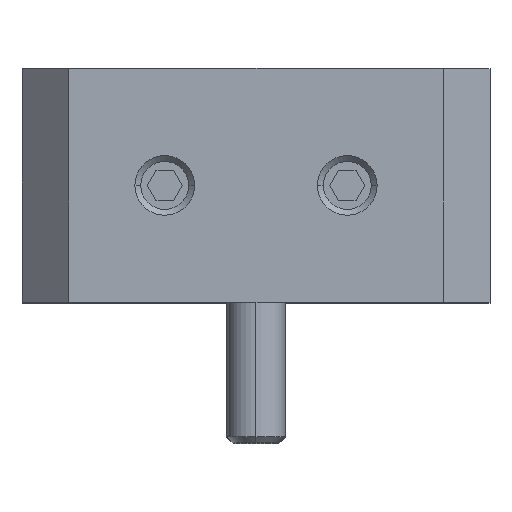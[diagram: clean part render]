
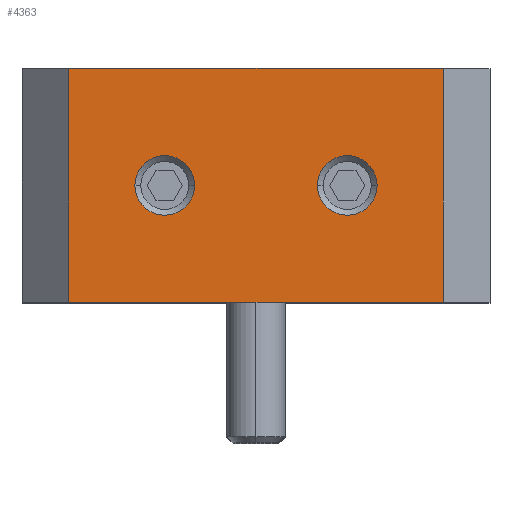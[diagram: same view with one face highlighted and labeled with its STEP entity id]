
A CAD part, top view. The second image highlights one B-rep face of the part: STEP entity #4363.
In plain terms, the highlighted planar face has unit normal (0, 0, 1).
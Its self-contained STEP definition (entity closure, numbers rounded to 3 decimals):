
#1 = DIRECTION ( 'NONE',  ( 1., 0., 0. ) ) ;
#29 = EDGE_CURVE ( 'Defeature ausgef�hrt1_29+Defeature ausgef�hrt1_14+Defeature ausgef�hrt1_14+Defeature ausgef�hrt1_14', #4076, #2651, #5753, .T. ) ;
#44 = EDGE_CURVE ( 'Defeature ausgef�hrt1_14+Defeature ausgef�hrt1_34+Defeature ausgef�hrt1_12+Defeature ausgef�hrt1_11', #3760, #2131, #4573, .T. ) ;
#187 = EDGE_CURVE ( 'Defeature ausgef�hrt1_11+Defeature ausgef�hrt1_14+Defeature ausgef�hrt1_35+Defeature ausgef�hrt1_34', #880, #2131, #4848, .T. ) ;
#190 = CARTESIAN_POINT ( 'NONE',  ( 8., 0., 10. ) ) ;
#231 = EDGE_CURVE ( 'Defeature ausgef�hrt1_26+Defeature ausgef�hrt1_14+Defeature ausgef�hrt1_14+Defeature ausgef�hrt1_14', #1344, #2499, #1333, .T. ) ;
#618 = CIRCLE ( 'NONE', #2144, 1.275 ) ;
#625 = AXIS2_PLACEMENT_3D ( 'NONE', #4578, #888, #5516 ) ;
#726 = DIRECTION ( 'NONE',  ( 0., 0., 1. ) ) ;
#741 = EDGE_CURVE ( 'Defeature ausgef�hrt1_14+Defeature ausgef�hrt1_12+Defeature ausgef�hrt1_35+Defeature ausgef�hrt1_34', #5060, #3760, #2437, .T. ) ;
#840 = CARTESIAN_POINT ( 'NONE',  ( 3.9, 5., 10. ) ) ;
#880 = VERTEX_POINT ( 'NONE', #1797 ) ;
#888 = DIRECTION ( 'NONE',  ( 0., 0., -1. ) ) ;
#1307 = DIRECTION ( 'NONE',  ( 1., 0., 0. ) ) ;
#1333 = CIRCLE ( 'NONE', #1999, 1.275 ) ;
#1344 = VERTEX_POINT ( 'NONE', #5097 ) ;
#1403 = VECTOR ( 'NONE', #3922, 1000. ) ;
#1442 = EDGE_CURVE ( 'Defeature ausgef�hrt1_29+Defeature ausgef�hrt1_14+Defeature ausgef�hrt1_14+Defeature ausgef�hrt1_14', #2651, #4076, #618, .T. ) ;
#1541 = CARTESIAN_POINT ( 'NONE',  ( -5.175, 5., 10. ) ) ;
#1665 = CARTESIAN_POINT ( 'NONE',  ( -8., 0., 10. ) ) ;
#1700 = CARTESIAN_POINT ( 'NONE',  ( 2.625, 5., 10. ) ) ;
#1729 = FACE_BOUND ( 'NONE', #5429, .T. ) ;
#1732 = CARTESIAN_POINT ( 'NONE',  ( 8., 10., 10. ) ) ;
#1742 = ORIENTED_EDGE ( 'NONE', *, *, #4023, .F. ) ;
#1797 = CARTESIAN_POINT ( 'NONE',  ( -8., 10., 10. ) ) ;
#1802 = CARTESIAN_POINT ( 'NONE',  ( -2.625, 5., 10. ) ) ;
#1845 = ORIENTED_EDGE ( 'NONE', *, *, #1442, .F. ) ;
#1999 = AXIS2_PLACEMENT_3D ( 'NONE', #4142, #2275, #4062 ) ;
#2131 = VERTEX_POINT ( 'NONE', #1732 ) ;
#2144 = AXIS2_PLACEMENT_3D ( 'NONE', #2299, #2758, #1 ) ;
#2275 = DIRECTION ( 'NONE',  ( 0., 0., 1. ) ) ;
#2299 = CARTESIAN_POINT ( 'NONE',  ( -3.9, 5., 10. ) ) ;
#2437 = LINE ( 'NONE', #4969, #4580 ) ;
#2499 = VERTEX_POINT ( 'NONE', #1700 ) ;
#2531 = DIRECTION ( 'NONE',  ( 1., 0., 0. ) ) ;
#2589 = LINE ( 'NONE', #4162, #3811 ) ;
#2651 = VERTEX_POINT ( 'NONE', #1541 ) ;
#2669 = FACE_OUTER_BOUND ( 'NONE', #4133, .T. ) ;
#2758 = DIRECTION ( 'NONE',  ( 0., 0., 1. ) ) ;
#2852 = DIRECTION ( 'NONE',  ( 0., -1., 0. ) ) ;
#2892 = EDGE_CURVE ( 'Defeature ausgef�hrt1_14+Defeature ausgef�hrt1_35+Defeature ausgef�hrt1_11+Defeature ausgef�hrt1_12', #880, #5060, #2589, .T. ) ;
#3342 = AXIS2_PLACEMENT_3D ( 'NONE', #5244, #726, #2531 ) ;
#3494 = ORIENTED_EDGE ( 'NONE', *, *, #2892, .T. ) ;
#3756 = ORIENTED_EDGE ( 'NONE', *, *, #29, .F. ) ;
#3760 = VERTEX_POINT ( 'NONE', #190 ) ;
#3785 = VECTOR ( 'NONE', #5776, 1000. ) ;
#3811 = VECTOR ( 'NONE', #2852, 1000. ) ;
#3922 = DIRECTION ( 'NONE',  ( 0., 1., 0. ) ) ;
#4023 = EDGE_CURVE ( 'Defeature ausgef�hrt1_26+Defeature ausgef�hrt1_14+Defeature ausgef�hrt1_14+Defeature ausgef�hrt1_14', #2499, #1344, #5448, .T. ) ;
#4062 = DIRECTION ( 'NONE',  ( 1., 0., 0. ) ) ;
#4076 = VERTEX_POINT ( 'NONE', #1802 ) ;
#4133 = EDGE_LOOP ( 'NONE', ( #4616, #4189, #5669, #3494 ) ) ;
#4142 = CARTESIAN_POINT ( 'NONE',  ( 3.9, 5., 10. ) ) ;
#4162 = CARTESIAN_POINT ( 'NONE',  ( -8., 10., 10. ) ) ;
#4189 = ORIENTED_EDGE ( 'NONE', *, *, #44, .T. ) ;
#4339 = CARTESIAN_POINT ( 'NONE',  ( 8., 10., 10. ) ) ;
#4363 = ADVANCED_FACE ( 'Defeature ausgef�hrt1_14', ( #1729, #5080, #2669 ), #5048, .F. ) ;
#4429 = AXIS2_PLACEMENT_3D ( 'NONE', #840, #4993, #4544 ) ;
#4544 = DIRECTION ( 'NONE',  ( 1., 0., 0. ) ) ;
#4573 = LINE ( 'NONE', #4339, #1403 ) ;
#4578 = CARTESIAN_POINT ( 'NONE',  ( 10., 10., 10. ) ) ;
#4580 = VECTOR ( 'NONE', #1307, 1000. ) ;
#4616 = ORIENTED_EDGE ( 'NONE', *, *, #741, .T. ) ;
#4823 = EDGE_LOOP ( 'NONE', ( #5091, #1742 ) ) ;
#4848 = LINE ( 'NONE', #5313, #3785 ) ;
#4969 = CARTESIAN_POINT ( 'NONE',  ( 10., 0., 10. ) ) ;
#4993 = DIRECTION ( 'NONE',  ( 0., 0., 1. ) ) ;
#5048 = PLANE ( 'NONE',  #625 ) ;
#5060 = VERTEX_POINT ( 'NONE', #1665 ) ;
#5080 = FACE_BOUND ( 'NONE', #4823, .T. ) ;
#5091 = ORIENTED_EDGE ( 'NONE', *, *, #231, .F. ) ;
#5097 = CARTESIAN_POINT ( 'NONE',  ( 5.175, 5., 10. ) ) ;
#5244 = CARTESIAN_POINT ( 'NONE',  ( -3.9, 5., 10. ) ) ;
#5313 = CARTESIAN_POINT ( 'NONE',  ( 10., 10., 10. ) ) ;
#5429 = EDGE_LOOP ( 'NONE', ( #3756, #1845 ) ) ;
#5448 = CIRCLE ( 'NONE', #4429, 1.275 ) ;
#5516 = DIRECTION ( 'NONE',  ( -1., 0., 0. ) ) ;
#5669 = ORIENTED_EDGE ( 'NONE', *, *, #187, .F. ) ;
#5753 = CIRCLE ( 'NONE', #3342, 1.275 ) ;
#5776 = DIRECTION ( 'NONE',  ( 1., 0., 0. ) ) ;
